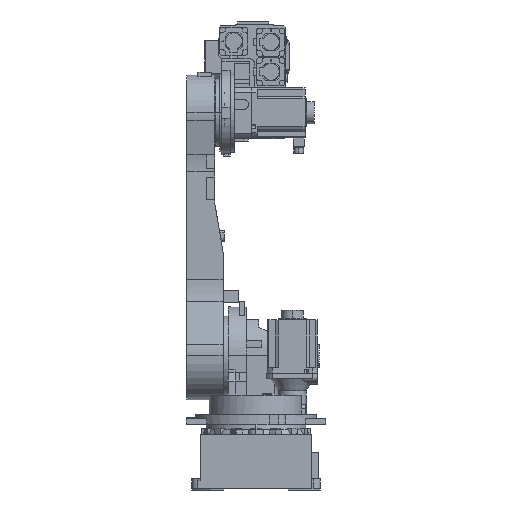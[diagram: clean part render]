
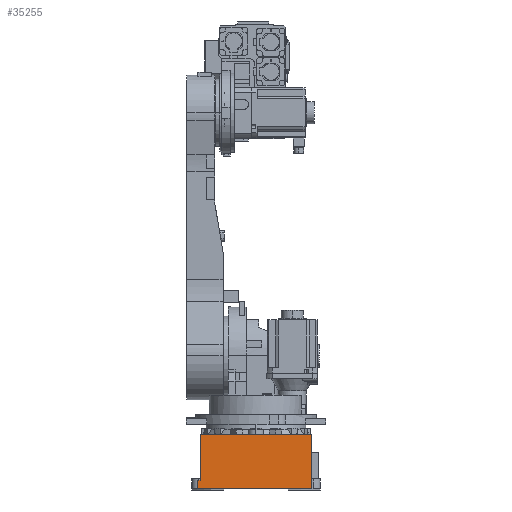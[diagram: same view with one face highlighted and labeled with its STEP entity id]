
A CAD part, left-side view. The second image highlights one B-rep face of the part: STEP entity #35255.
In plain terms, the highlighted planar face has unit normal (-1, 0, 0).
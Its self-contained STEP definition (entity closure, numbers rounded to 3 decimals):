
#1011 = VECTOR ( 'NONE', #35080, 1000. ) ;
#2171 = EDGE_CURVE ( 'NONE', #22765, #15556, #58464, .T. ) ;
#2973 = VECTOR ( 'NONE', #36925, 1000. ) ;
#4412 = VERTEX_POINT ( 'NONE', #22043 ) ;
#8428 = CARTESIAN_POINT ( 'NONE',  ( -415., -19.275, -250.346 ) ) ;
#9972 = ORIENTED_EDGE ( 'NONE', *, *, #34917, .T. ) ;
#10995 = VECTOR ( 'NONE', #19606, 1000. ) ;
#11687 = EDGE_CURVE ( 'NONE', #15556, #15284, #29101, .T. ) ;
#13875 = CARTESIAN_POINT ( 'NONE',  ( -415., 200., -250.346 ) ) ;
#15284 = VERTEX_POINT ( 'NONE', #58490 ) ;
#15556 = VERTEX_POINT ( 'NONE', #57152 ) ;
#17269 = DIRECTION ( 'NONE',  ( -1., 0., 0. ) ) ;
#18843 = ORIENTED_EDGE ( 'NONE', *, *, #11687, .T. ) ;
#19606 = DIRECTION ( 'NONE',  ( 0., -1., 0. ) ) ;
#22043 = CARTESIAN_POINT ( 'NONE',  ( -415., 5., -210. ) ) ;
#22765 = VERTEX_POINT ( 'NONE', #40156 ) ;
#23296 = LINE ( 'NONE', #41739, #34596 ) ;
#24018 = VERTEX_POINT ( 'NONE', #52245 ) ;
#24322 = EDGE_LOOP ( 'NONE', ( #34971, #18843, #9972, #29428, #34342, #37308 ) ) ;
#24571 = LINE ( 'NONE', #48321, #10995 ) ;
#27113 = DIRECTION ( 'NONE',  ( 0., -1., 0. ) ) ;
#28307 = VECTOR ( 'NONE', #33227, 1000. ) ;
#28601 = EDGE_CURVE ( 'NONE', #4412, #22765, #51628, .T. ) ;
#29101 = LINE ( 'NONE', #13875, #28307 ) ;
#29428 = ORIENTED_EDGE ( 'NONE', *, *, #44948, .T. ) ;
#31514 = EDGE_CURVE ( 'NONE', #38756, #4412, #23296, .T. ) ;
#32064 = DIRECTION ( 'NONE',  ( 0., 0., 1. ) ) ;
#33227 = DIRECTION ( 'NONE',  ( 0., 0., -1. ) ) ;
#34342 = ORIENTED_EDGE ( 'NONE', *, *, #31514, .T. ) ;
#34596 = VECTOR ( 'NONE', #27113, 1000. ) ;
#34917 = EDGE_CURVE ( 'NONE', #15284, #24018, #24571, .T. ) ;
#34971 = ORIENTED_EDGE ( 'NONE', *, *, #2171, .T. ) ;
#35080 = DIRECTION ( 'NONE',  ( 0., 1., 0. ) ) ;
#35255 = ADVANCED_FACE ( 'NONE', ( #41154 ), #51072, .T. ) ;
#36925 = DIRECTION ( 'NONE',  ( 0., 0., -1. ) ) ;
#37308 = ORIENTED_EDGE ( 'NONE', *, *, #28601, .T. ) ;
#37959 = VECTOR ( 'NONE', #58068, 1000. ) ;
#38756 = VERTEX_POINT ( 'NONE', #60680 ) ;
#40156 = CARTESIAN_POINT ( 'NONE',  ( -415., 5., 200. ) ) ;
#41154 = FACE_OUTER_BOUND ( 'NONE', #24322, .T. ) ;
#41404 = AXIS2_PLACEMENT_3D ( 'NONE', #8428, #17269, #32064 ) ;
#41739 = CARTESIAN_POINT ( 'NONE',  ( -415., -19.275, -210. ) ) ;
#42232 = CARTESIAN_POINT ( 'NONE',  ( -415., 35., -250.346 ) ) ;
#44109 = CARTESIAN_POINT ( 'NONE',  ( -415., 5., 0. ) ) ;
#44850 = CARTESIAN_POINT ( 'NONE',  ( -415., -19.275, 200. ) ) ;
#44948 = EDGE_CURVE ( 'NONE', #24018, #38756, #54331, .T. ) ;
#48321 = CARTESIAN_POINT ( 'NONE',  ( -415., -19.275, -200. ) ) ;
#51072 = PLANE ( 'NONE',  #41404 ) ;
#51628 = LINE ( 'NONE', #44109, #37959 ) ;
#52245 = CARTESIAN_POINT ( 'NONE',  ( -415., 35., -200. ) ) ;
#54331 = LINE ( 'NONE', #42232, #2973 ) ;
#57152 = CARTESIAN_POINT ( 'NONE',  ( -415., 200., 200. ) ) ;
#58068 = DIRECTION ( 'NONE',  ( 0., 0., 1. ) ) ;
#58464 = LINE ( 'NONE', #44850, #1011 ) ;
#58490 = CARTESIAN_POINT ( 'NONE',  ( -415., 200., -200. ) ) ;
#60680 = CARTESIAN_POINT ( 'NONE',  ( -415., 35., -210. ) ) ;
